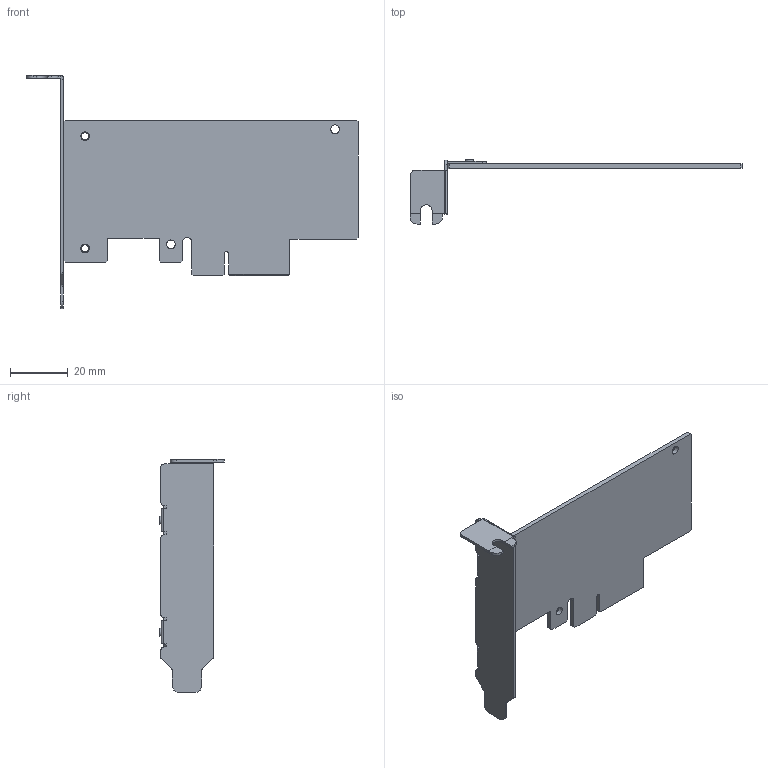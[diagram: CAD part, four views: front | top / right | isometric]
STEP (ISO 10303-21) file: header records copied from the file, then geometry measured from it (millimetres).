
FILE_DESCRIPTION(('FreeCAD Model'),'2;1');
FILE_NAME('pcie_4x.step', '2019-05-04T02:27:32',('Author'),(''), 'Open CASCADE STEP processor 7.2','FreeCAD','Unknown');
FILE_SCHEMA(('AUTOMOTIVE_DESIGN { 1 0 10303 214 1 1 1 1 }'));
Length unit declared in the file: millimetre
Products named in the file (2): PCB; bracket001
Bounding box: 114.6 x 22.2 x 80.5 mm (x, y, z)
Volume: 9152.5 mm3; surface area: 13888.4 mm2
Topology: 2 solids, 2 shells, 128 faces, 349 edges, 229 vertices
Faces by surface type: plane 93, cylinder 35
Full cylindrical faces by diameter (mm): 2.5 x2, 2.8 x2, 3 x4
Entity records: 8675 total; most frequent: CARTESIAN_POINT 1591, DIRECTION 1326, LINE 877, VECTOR 877, ORIENTED_EDGE 698, PCURVE 698, DEFINITIONAL_REPRESENTATION 698, EDGE_CURVE 349
